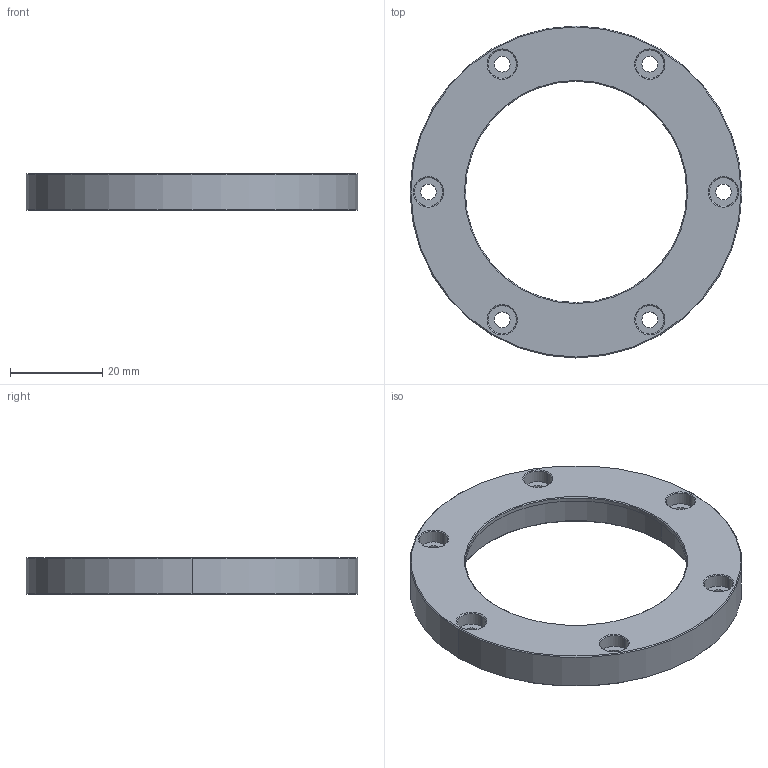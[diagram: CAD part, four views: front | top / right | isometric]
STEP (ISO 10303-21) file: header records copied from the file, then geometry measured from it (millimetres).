
FILE_DESCRIPTION (( 'STEP AP214' ), '1' );
FILE_NAME ('top_housing.STEP', '2025-05-27T14:01:28', ( '' ), ( '' ), 'SwSTEP 2.0', 'SolidWorks 2025', '' );
FILE_SCHEMA (( 'AUTOMOTIVE_DESIGN' ));
Length unit declared in the file: millimetre
Products named in the file (1): top_housing_default
Bounding box: 72 x 72 x 8 mm (x, y, z)
Volume: 14188.6 mm3; surface area: 8797.7 mm2
Topology: 1 solids, 1 shells, 81 faces, 174 edges, 104 vertices
Faces by surface type: cone 32, cylinder 30, plane 11, bspline 8
Entity records: 9999 total; most frequent: CARTESIAN_POINT 8172, DIRECTION 398, ORIENTED_EDGE 348, EDGE_CURVE 174, AXIS2_PLACEMENT_3D 166, EDGE_LOOP 104, VERTEX_POINT 104, CIRCLE 92
